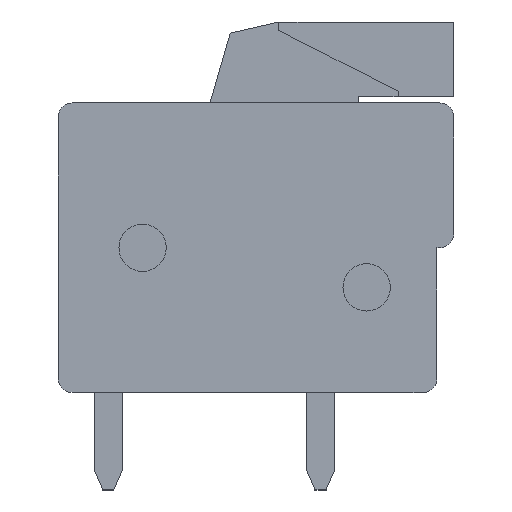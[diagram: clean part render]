
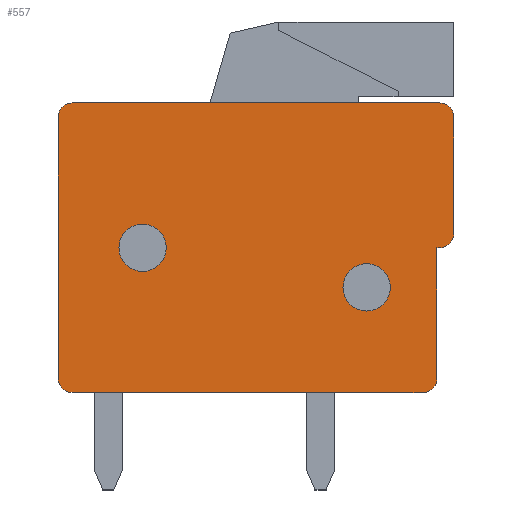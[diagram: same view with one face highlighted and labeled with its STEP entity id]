
A CAD part, left-side view. The second image highlights one B-rep face of the part: STEP entity #557.
In plain terms, the highlighted planar face has unit normal (-1, 0, 0).
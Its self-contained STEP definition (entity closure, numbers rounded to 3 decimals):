
#557 = ADVANCED_FACE( '', ( #1139, #1140, #1141 ), #1142, .T. );
#1139 = FACE_BOUND( '', #1801, .T. );
#1140 = FACE_OUTER_BOUND( '', #1802, .T. );
#1141 = FACE_BOUND( '', #1803, .T. );
#1142 = PLANE( '', #1804 );
#1801 = EDGE_LOOP( '', ( #2960 ) );
#1802 = EDGE_LOOP( '', ( #2961, #2962, #2963, #2964, #2965, #2966, #2967, #2968, #2969, #2970, #2971 ) );
#1803 = EDGE_LOOP( '', ( #2972 ) );
#1804 = AXIS2_PLACEMENT_3D( '', #2973, #2974, #2975 );
#2960 = ORIENTED_EDGE( '', *, *, #4430, .T. );
#2961 = ORIENTED_EDGE( '', *, *, #4502, .T. );
#2962 = ORIENTED_EDGE( '', *, *, #4514, .T. );
#2963 = ORIENTED_EDGE( '', *, *, #4515, .T. );
#2964 = ORIENTED_EDGE( '', *, *, #4198, .T. );
#2965 = ORIENTED_EDGE( '', *, *, #4310, .T. );
#2966 = ORIENTED_EDGE( '', *, *, #4516, .T. );
#2967 = ORIENTED_EDGE( '', *, *, #4275, .T. );
#2968 = ORIENTED_EDGE( '', *, *, #4219, .T. );
#2969 = ORIENTED_EDGE( '', *, *, #4517, .T. );
#2970 = ORIENTED_EDGE( '', *, *, #4518, .T. );
#2971 = ORIENTED_EDGE( '', *, *, #4519, .T. );
#2972 = ORIENTED_EDGE( '', *, *, #4520, .T. );
#2973 = CARTESIAN_POINT( '', ( -2.5, 0., 0. ) );
#2974 = DIRECTION( '', ( -1., 0., 0. ) );
#2975 = DIRECTION( '', ( 0., 0., 1. ) );
#4198 = EDGE_CURVE( '', #5038, #5036, #5039, .T. );
#4219 = EDGE_CURVE( '', #5072, #5070, #5073, .T. );
#4275 = EDGE_CURVE( '', #5169, #5072, #5170, .T. );
#4310 = EDGE_CURVE( '', #5036, #5228, #5230, .T. );
#4430 = EDGE_CURVE( '', #5422, #5422, #5423, .T. );
#4502 = EDGE_CURVE( '', #5525, #5523, #5526, .T. );
#4514 = EDGE_CURVE( '', #5523, #5541, #5542, .T. );
#4515 = EDGE_CURVE( '', #5541, #5038, #5543, .T. );
#4516 = EDGE_CURVE( '', #5228, #5169, #5544, .T. );
#4517 = EDGE_CURVE( '', #5070, #5545, #5546, .T. );
#4518 = EDGE_CURVE( '', #5545, #5547, #5548, .T. );
#4519 = EDGE_CURVE( '', #5547, #5525, #5549, .T. );
#4520 = EDGE_CURVE( '', #5550, #5550, #5551, .T. );
#5036 = VERTEX_POINT( '', #6216 );
#5038 = VERTEX_POINT( '', #6219 );
#5039 = CIRCLE( '', #6220, 0.5 );
#5070 = VERTEX_POINT( '', #6265 );
#5072 = VERTEX_POINT( '', #6268 );
#5073 = CIRCLE( '', #6269, 0.5 );
#5169 = VERTEX_POINT( '', #6402 );
#5170 = LINE( '', #6403, #6404 );
#5228 = VERTEX_POINT( '', #6487 );
#5230 = LINE( '', #6490, #6491 );
#5422 = VERTEX_POINT( '', #6764 );
#5423 = CIRCLE( '', #6765, 0.85 );
#5523 = VERTEX_POINT( '', #6912 );
#5525 = VERTEX_POINT( '', #6915 );
#5526 = LINE( '', #6916, #6917 );
#5541 = VERTEX_POINT( '', #6939 );
#5542 = CIRCLE( '', #6940, 0.5 );
#5543 = LINE( '', #6941, #6942 );
#5544 = CIRCLE( '', #6943, 0.5 );
#5545 = VERTEX_POINT( '', #6944 );
#5546 = LINE( '', #6945, #6946 );
#5547 = VERTEX_POINT( '', #6947 );
#5548 = CIRCLE( '', #6948, 0.5 );
#5549 = LINE( '', #6949, #6950 );
#5550 = VERTEX_POINT( '', #6951 );
#5551 = CIRCLE( '', #6952, 0.85 );
#6216 = CARTESIAN_POINT( '', ( -2.5, -6.6, 5.2 ) );
#6219 = CARTESIAN_POINT( '', ( -2.5, -7.1, 4.7 ) );
#6220 = AXIS2_PLACEMENT_3D( '', #7582, #7583, #7584 );
#6265 = CARTESIAN_POINT( '', ( -2.5, 6.6, -5.2 ) );
#6268 = CARTESIAN_POINT( '', ( -2.5, 7.1, -4.7 ) );
#6269 = AXIS2_PLACEMENT_3D( '', #7603, #7604, #7605 );
#6402 = CARTESIAN_POINT( '', ( -2.5, 7.1, 4.7 ) );
#6403 = CARTESIAN_POINT( '', ( -2.5, 7.1, 5.2 ) );
#6404 = VECTOR( '', #7670, 1000. );
#6487 = CARTESIAN_POINT( '', ( -2.5, 6.6, 5.2 ) );
#6490 = CARTESIAN_POINT( '', ( -2.5, -7.1, 5.2 ) );
#6491 = VECTOR( '', #7700, 1000. );
#6764 = CARTESIAN_POINT( '', ( -2.5, 3.22, 0. ) );
#6765 = AXIS2_PLACEMENT_3D( '', #7833, #7834, #7835 );
#6912 = CARTESIAN_POINT( '', ( -2.5, -6.6, 0. ) );
#6915 = CARTESIAN_POINT( '', ( -2.5, -6.5, 0. ) );
#6916 = CARTESIAN_POINT( '', ( -2.5, -6.5, 0. ) );
#6917 = VECTOR( '', #7902, 1000. );
#6939 = CARTESIAN_POINT( '', ( -2.5, -7.1, 0.5 ) );
#6940 = AXIS2_PLACEMENT_3D( '', #7910, #7911, #7912 );
#6941 = CARTESIAN_POINT( '', ( -2.5, -7.1, 0. ) );
#6942 = VECTOR( '', #7913, 1000. );
#6943 = AXIS2_PLACEMENT_3D( '', #7914, #7915, #7916 );
#6944 = CARTESIAN_POINT( '', ( -2.5, -6., -5.2 ) );
#6945 = CARTESIAN_POINT( '', ( -2.5, 7.1, -5.2 ) );
#6946 = VECTOR( '', #7917, 1000. );
#6947 = CARTESIAN_POINT( '', ( -2.5, -6.5, -4.7 ) );
#6948 = AXIS2_PLACEMENT_3D( '', #7918, #7919, #7920 );
#6949 = CARTESIAN_POINT( '', ( -2.5, -6.5, -5.2 ) );
#6950 = VECTOR( '', #7921, 1000. );
#6951 = CARTESIAN_POINT( '', ( -2.5, -4.825, -1.425 ) );
#6952 = AXIS2_PLACEMENT_3D( '', #7922, #7923, #7924 );
#7582 = CARTESIAN_POINT( '', ( -2.5, -6.6, 4.7 ) );
#7583 = DIRECTION( '', ( -1., 0., 0. ) );
#7584 = DIRECTION( '', ( 0., 0., 1. ) );
#7603 = CARTESIAN_POINT( '', ( -2.5, 6.6, -4.7 ) );
#7604 = DIRECTION( '', ( -1., 0., 0. ) );
#7605 = DIRECTION( '', ( 0., 0., 1. ) );
#7670 = DIRECTION( '', ( 0., 0., -1. ) );
#7700 = DIRECTION( '', ( 0., 1., 0. ) );
#7833 = CARTESIAN_POINT( '', ( -2.5, 4.07, 0. ) );
#7834 = DIRECTION( '', ( 1., 0., 0. ) );
#7835 = DIRECTION( '', ( 0., -1., 0. ) );
#7902 = DIRECTION( '', ( 0., -1., 0. ) );
#7910 = CARTESIAN_POINT( '', ( -2.5, -6.6, 0.5 ) );
#7911 = DIRECTION( '', ( -1., 0., 0. ) );
#7912 = DIRECTION( '', ( 0., 0., 1. ) );
#7913 = DIRECTION( '', ( 0., 0., 1. ) );
#7914 = CARTESIAN_POINT( '', ( -2.5, 6.6, 4.7 ) );
#7915 = DIRECTION( '', ( -1., 0., 0. ) );
#7916 = DIRECTION( '', ( 0., 0., 1. ) );
#7917 = DIRECTION( '', ( 0., -1., 0. ) );
#7918 = CARTESIAN_POINT( '', ( -2.5, -6., -4.7 ) );
#7919 = DIRECTION( '', ( -1., 0., 0. ) );
#7920 = DIRECTION( '', ( 0., 0., 1. ) );
#7921 = DIRECTION( '', ( 0., 0., 1. ) );
#7922 = CARTESIAN_POINT( '', ( -2.5, -3.975, -1.425 ) );
#7923 = DIRECTION( '', ( 1., 0., 0. ) );
#7924 = DIRECTION( '', ( 0., -1., 0. ) );
